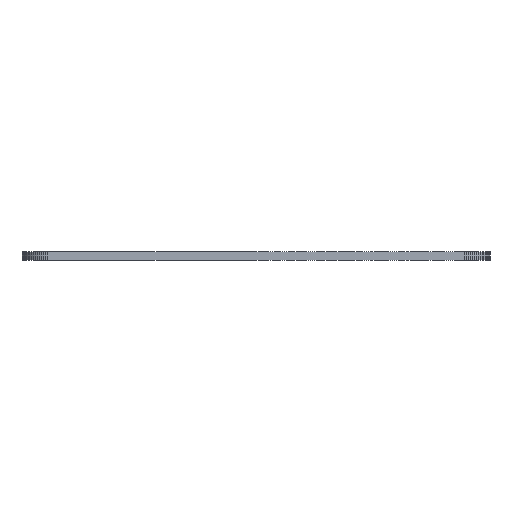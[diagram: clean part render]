
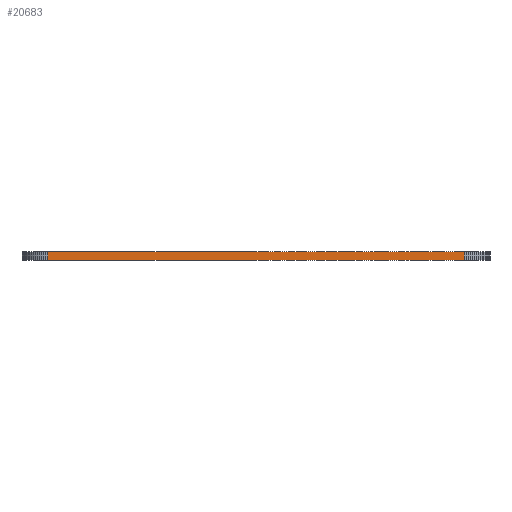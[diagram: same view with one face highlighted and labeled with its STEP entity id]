
A CAD part, left-side view. The second image highlights one B-rep face of the part: STEP entity #20683.
In plain terms, the highlighted planar face has unit normal (-1, 0, 0).
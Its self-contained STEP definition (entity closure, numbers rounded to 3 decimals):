
#83 = PLANE('',#84);
#84 = AXIS2_PLACEMENT_3D('',#85,#86,#87);
#85 = CARTESIAN_POINT('',(140.664,-103.736,1.6));
#86 = DIRECTION('',(-0.,-0.,-1.));
#87 = DIRECTION('',(-1.,0.,0.));
#137 = PLANE('',#138);
#138 = AXIS2_PLACEMENT_3D('',#139,#140,#141);
#139 = CARTESIAN_POINT('',(140.664,-103.736,0.));
#140 = DIRECTION('',(-0.,-0.,-1.));
#141 = DIRECTION('',(-1.,0.,0.));
#1786 = VERTEX_POINT('',#1787);
#1787 = CARTESIAN_POINT('',(96.064,-143.736,0.));
#1801 = PLANE('',#1802);
#1802 = AXIS2_PLACEMENT_3D('',#1803,#1804,#1805);
#1803 = CARTESIAN_POINT('',(96.083,-144.171,0.));
#1804 = DIRECTION('',(-0.999,-0.044,0.));
#1805 = DIRECTION('',(-0.044,0.999,0.));
#1813 = EDGE_CURVE('',#1786,#1814,#1816,.T.);
#1814 = VERTEX_POINT('',#1815);
#1815 = CARTESIAN_POINT('',(96.064,-63.736,0.));
#1816 = SURFACE_CURVE('',#1817,(#1821,#1828),.PCURVE_S1.);
#1817 = LINE('',#1818,#1819);
#1818 = CARTESIAN_POINT('',(96.064,-143.736,0.));
#1819 = VECTOR('',#1820,1.);
#1820 = DIRECTION('',(0.,1.,0.));
#1821 = PCURVE('',#137,#1822);
#1822 = DEFINITIONAL_REPRESENTATION('',(#1823),#1827);
#1823 = LINE('',#1824,#1825);
#1824 = CARTESIAN_POINT('',(44.6,-40.));
#1825 = VECTOR('',#1826,1.);
#1826 = DIRECTION('',(0.,1.));
#1827 = ( GEOMETRIC_REPRESENTATION_CONTEXT(2) 
PARAMETRIC_REPRESENTATION_CONTEXT() REPRESENTATION_CONTEXT('2D SPACE',''
  ) );
#1828 = PCURVE('',#1829,#1834);
#1829 = PLANE('',#1830);
#1830 = AXIS2_PLACEMENT_3D('',#1831,#1832,#1833);
#1831 = CARTESIAN_POINT('',(96.064,-143.736,0.));
#1832 = DIRECTION('',(-1.,0.,0.));
#1833 = DIRECTION('',(0.,1.,0.));
#1834 = DEFINITIONAL_REPRESENTATION('',(#1835),#1839);
#1835 = LINE('',#1836,#1837);
#1836 = CARTESIAN_POINT('',(0.,0.));
#1837 = VECTOR('',#1838,1.);
#1838 = DIRECTION('',(1.,0.));
#1839 = ( GEOMETRIC_REPRESENTATION_CONTEXT(2) 
PARAMETRIC_REPRESENTATION_CONTEXT() REPRESENTATION_CONTEXT('2D SPACE',''
  ) );
#1857 = PLANE('',#1858);
#1858 = AXIS2_PLACEMENT_3D('',#1859,#1860,#1861);
#1859 = CARTESIAN_POINT('',(96.064,-63.736,0.));
#1860 = DIRECTION('',(-0.999,0.044,0.));
#1861 = DIRECTION('',(0.044,0.999,0.));
#12060 = VERTEX_POINT('',#12061);
#12061 = CARTESIAN_POINT('',(96.064,-143.736,1.6));
#12082 = EDGE_CURVE('',#12060,#12083,#12085,.T.);
#12083 = VERTEX_POINT('',#12084);
#12084 = CARTESIAN_POINT('',(96.064,-63.736,1.6));
#12085 = SURFACE_CURVE('',#12086,(#12090,#12097),.PCURVE_S1.);
#12086 = LINE('',#12087,#12088);
#12087 = CARTESIAN_POINT('',(96.064,-143.736,1.6));
#12088 = VECTOR('',#12089,1.);
#12089 = DIRECTION('',(0.,1.,0.));
#12090 = PCURVE('',#83,#12091);
#12091 = DEFINITIONAL_REPRESENTATION('',(#12092),#12096);
#12092 = LINE('',#12093,#12094);
#12093 = CARTESIAN_POINT('',(44.6,-40.));
#12094 = VECTOR('',#12095,1.);
#12095 = DIRECTION('',(0.,1.));
#12096 = ( GEOMETRIC_REPRESENTATION_CONTEXT(2) 
PARAMETRIC_REPRESENTATION_CONTEXT() REPRESENTATION_CONTEXT('2D SPACE',''
  ) );
#12097 = PCURVE('',#1829,#12098);
#12098 = DEFINITIONAL_REPRESENTATION('',(#12099),#12103);
#12099 = LINE('',#12100,#12101);
#12100 = CARTESIAN_POINT('',(0.,-1.6));
#12101 = VECTOR('',#12102,1.);
#12102 = DIRECTION('',(1.,0.));
#12103 = ( GEOMETRIC_REPRESENTATION_CONTEXT(2) 
PARAMETRIC_REPRESENTATION_CONTEXT() REPRESENTATION_CONTEXT('2D SPACE',''
  ) );
#20633 = EDGE_CURVE('',#1814,#12083,#20634,.T.);
#20634 = SURFACE_CURVE('',#20635,(#20639,#20646),.PCURVE_S1.);
#20635 = LINE('',#20636,#20637);
#20636 = CARTESIAN_POINT('',(96.064,-63.736,0.));
#20637 = VECTOR('',#20638,1.);
#20638 = DIRECTION('',(0.,0.,1.));
#20639 = PCURVE('',#1857,#20640);
#20640 = DEFINITIONAL_REPRESENTATION('',(#20641),#20645);
#20641 = LINE('',#20642,#20643);
#20642 = CARTESIAN_POINT('',(0.,0.));
#20643 = VECTOR('',#20644,1.);
#20644 = DIRECTION('',(0.,-1.));
#20645 = ( GEOMETRIC_REPRESENTATION_CONTEXT(2) 
PARAMETRIC_REPRESENTATION_CONTEXT() REPRESENTATION_CONTEXT('2D SPACE',''
  ) );
#20646 = PCURVE('',#1829,#20647);
#20647 = DEFINITIONAL_REPRESENTATION('',(#20648),#20652);
#20648 = LINE('',#20649,#20650);
#20649 = CARTESIAN_POINT('',(80.,0.));
#20650 = VECTOR('',#20651,1.);
#20651 = DIRECTION('',(0.,-1.));
#20652 = ( GEOMETRIC_REPRESENTATION_CONTEXT(2) 
PARAMETRIC_REPRESENTATION_CONTEXT() REPRESENTATION_CONTEXT('2D SPACE',''
  ) );
#20683 = ADVANCED_FACE('',(#20684),#1829,.T.);
#20684 = FACE_BOUND('',#20685,.T.);
#20685 = EDGE_LOOP('',(#20686,#20707,#20708,#20709));
#20686 = ORIENTED_EDGE('',*,*,#20687,.T.);
#20687 = EDGE_CURVE('',#1786,#12060,#20688,.T.);
#20688 = SURFACE_CURVE('',#20689,(#20693,#20700),.PCURVE_S1.);
#20689 = LINE('',#20690,#20691);
#20690 = CARTESIAN_POINT('',(96.064,-143.736,0.));
#20691 = VECTOR('',#20692,1.);
#20692 = DIRECTION('',(0.,0.,1.));
#20693 = PCURVE('',#1829,#20694);
#20694 = DEFINITIONAL_REPRESENTATION('',(#20695),#20699);
#20695 = LINE('',#20696,#20697);
#20696 = CARTESIAN_POINT('',(0.,0.));
#20697 = VECTOR('',#20698,1.);
#20698 = DIRECTION('',(0.,-1.));
#20699 = ( GEOMETRIC_REPRESENTATION_CONTEXT(2) 
PARAMETRIC_REPRESENTATION_CONTEXT() REPRESENTATION_CONTEXT('2D SPACE',''
  ) );
#20700 = PCURVE('',#1801,#20701);
#20701 = DEFINITIONAL_REPRESENTATION('',(#20702),#20706);
#20702 = LINE('',#20703,#20704);
#20703 = CARTESIAN_POINT('',(0.436,0.));
#20704 = VECTOR('',#20705,1.);
#20705 = DIRECTION('',(0.,-1.));
#20706 = ( GEOMETRIC_REPRESENTATION_CONTEXT(2) 
PARAMETRIC_REPRESENTATION_CONTEXT() REPRESENTATION_CONTEXT('2D SPACE',''
  ) );
#20707 = ORIENTED_EDGE('',*,*,#12082,.T.);
#20708 = ORIENTED_EDGE('',*,*,#20633,.F.);
#20709 = ORIENTED_EDGE('',*,*,#1813,.F.);
